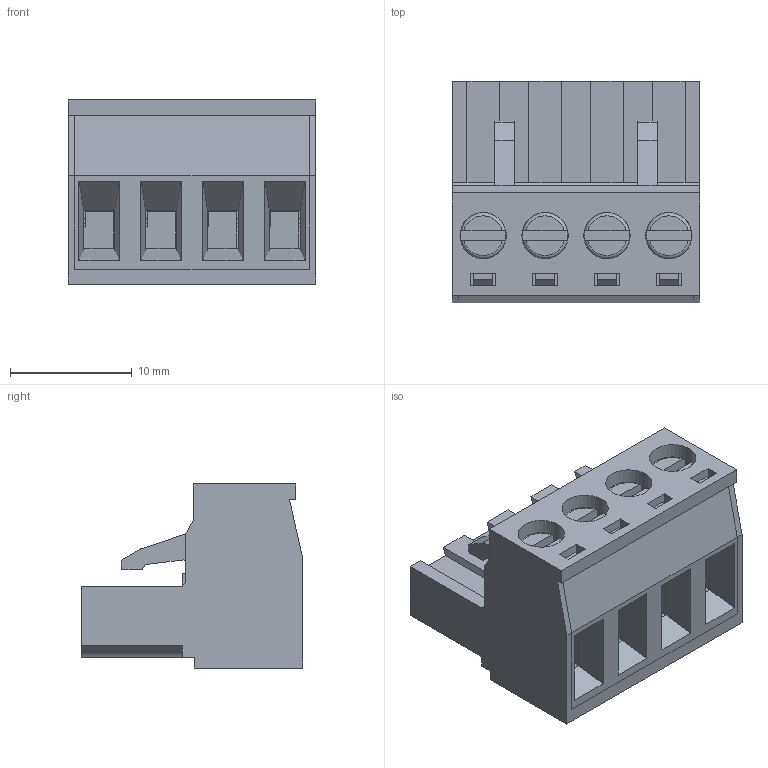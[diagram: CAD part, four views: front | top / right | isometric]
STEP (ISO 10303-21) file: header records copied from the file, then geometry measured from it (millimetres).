
FILE_DESCRIPTION( ( 'Unknown' ), '1' );
FILE_NAME( '691351500004.stp', 'Unknown', ( 'Unknown' ), ( 'Unknown' ), 'PSStep 14.0', 'Unknown', ' ' );
FILE_SCHEMA( ( 'AUTOMOTIVE_DESIGN { 1 0 10303 214 1 1 1 1 }' ) );
Length unit declared in the file: millimetre
Products named in the file (6): Assem1; 6913405000xx_CAGE; 6913405000xx_PIN; 6913405000xx_VISSE; 691340500004; 691340500004_CAPOT
Assembly tree (14 placements, depth 2):
  Assem1
    6913405000xx_CAGE  x4
    6913405000xx_PIN  x4
    6913405000xx_VISSE  x4
    691340500004
    691340500004_CAPOT
Bounding box: 20.32 x 18.2 x 15.1 mm (x, y, z)
Volume: 2428 mm3; surface area: 6489.9 mm2
Topology: 14 solids, 14 shells, 945 faces, 2576 edges, 1682 vertices
Faces by surface type: plane 701, cylinder 224, torus 12, cone 8
Full cylindrical faces by diameter (mm): 1.5 x4, 2.5 x4, 2.9 x4, 2.95 x4, 3 x4, 3.75 x4, 3.8 x4
Entity records: 22754 total; most frequent: CARTESIAN_POINT 3205, ORIENTED_EDGE 3088, DIRECTION 2918, EDGE_CURVE 1544, LINE 1340, VECTOR 1340, VERTEX_POINT 1020, AXIS2_PLACEMENT_3D 789
